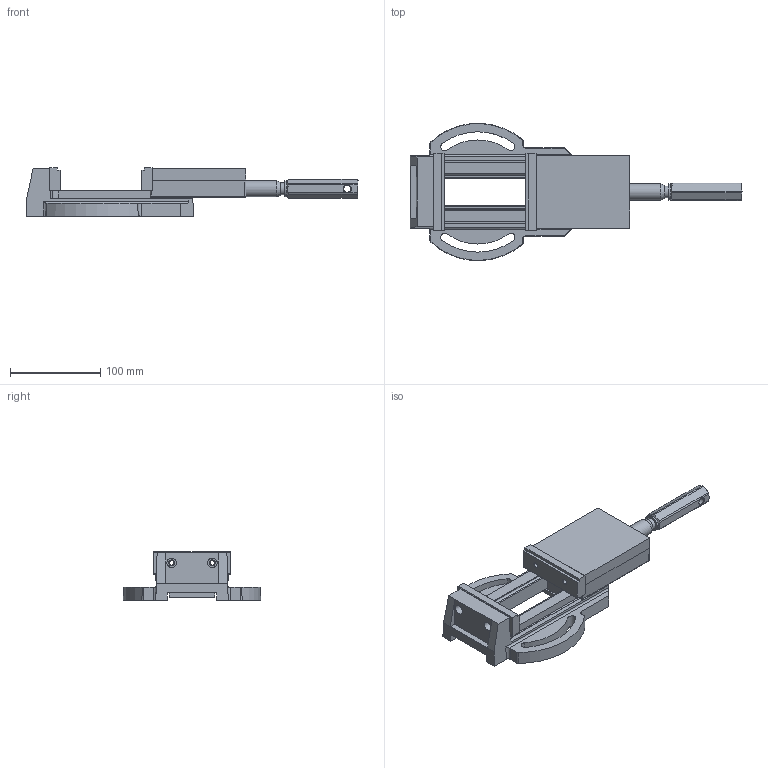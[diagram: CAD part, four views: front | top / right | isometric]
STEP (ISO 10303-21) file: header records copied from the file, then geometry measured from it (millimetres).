
FILE_DESCRIPTION(/* description */ (''),/* implementation_level */ '2;1');
FILE_NAME(/* name */ '33_85M_Mordaza.stp',/* time_stamp */ '2014-04-16T15:33:22+02:00',/* author */ (''),/* organization */ (''),/* preprocessor_version */ 'ST-DEVELOPER v15',/* originating_system */ 'SIEMENS PLM Software NX 9.0',/* authorisation */ '');
FILE_SCHEMA (('CONFIG_CONTROL_DESIGN'));
Length unit declared in the file: millimetre
Products named in the file (1): 33_85M_Mordaza
Bounding box: 366.88 x 151.71 x 54 mm (x, y, z)
Volume: 573378 mm3; surface area: 136810.2 mm2
Topology: 6 solids, 6 shells, 295 faces, 780 edges, 495 vertices
Faces by surface type: plane 134, cylinder 93, cone 40, bspline 24, sphere 4
Full cylindrical faces by diameter (mm): 4.841 x3, 5.2 x4, 6 x1, 6.5 x4, 7 x2, 8 x1, 9 x1, 10.5 x4, 12.75 x2, 13 x1, 13.25 x1, 14.2 x1, 18 x2
Entity records: 10120 total; most frequent: CARTESIAN_POINT 3074, DIRECTION 1436, ORIENTED_EDGE 1390, EDGE_CURVE 695, AXIS2_PLACEMENT_3D 522, VERTEX_POINT 472, LINE 392, VECTOR 392
